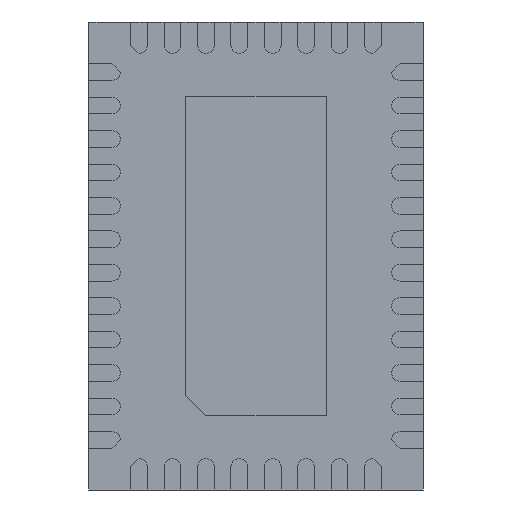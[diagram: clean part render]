
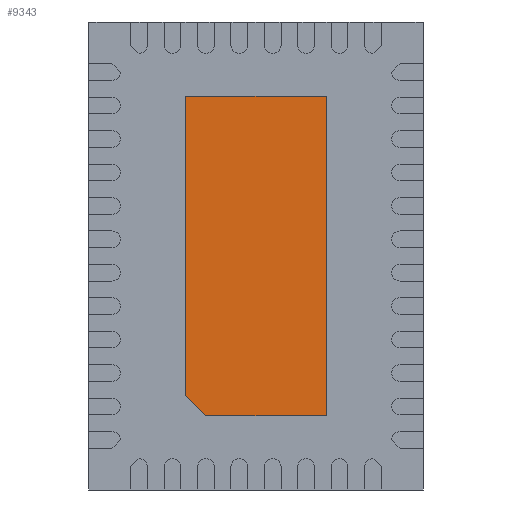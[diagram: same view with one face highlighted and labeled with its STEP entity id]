
A CAD part, front view. The second image highlights one B-rep face of the part: STEP entity #9343.
In plain terms, the highlighted planar face has unit normal (0, -1, 0).
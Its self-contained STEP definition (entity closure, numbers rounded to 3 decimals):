
#851 = CARTESIAN_POINT ( 'NONE',  ( -0.75, 0., -2.39 ) ) ;
#1833 = EDGE_LOOP ( 'NONE', ( #7965, #4660, #13155, #10827, #4423 ) ) ;
#2059 = EDGE_CURVE ( 'NONE', #9616, #6970, #7780, .T. ) ;
#2094 = FACE_OUTER_BOUND ( 'NONE', #1833, .T. ) ;
#2187 = EDGE_CURVE ( 'NONE', #4464, #5633, #12818, .T. ) ;
#2294 = PLANE ( 'NONE',  #11491 ) ;
#2816 = DIRECTION ( 'NONE',  ( 0.707, 0., -0.707 ) ) ;
#3026 = VECTOR ( 'NONE', #9427, 1000. ) ;
#3167 = CARTESIAN_POINT ( 'NONE',  ( 1.05, 0., 2.39 ) ) ;
#3844 = CARTESIAN_POINT ( 'NONE',  ( -1.57, 0., -1.57 ) ) ;
#4371 = VECTOR ( 'NONE', #10933, 1000. ) ;
#4423 = ORIENTED_EDGE ( 'NONE', *, *, #12658, .T. ) ;
#4464 = VERTEX_POINT ( 'NONE', #10997 ) ;
#4520 = EDGE_CURVE ( 'NONE', #9635, #4464, #12894, .T. ) ;
#4660 = ORIENTED_EDGE ( 'NONE', *, *, #8604, .T. ) ;
#4846 = DIRECTION ( 'NONE',  ( 0., 0., -1. ) ) ;
#4972 = CARTESIAN_POINT ( 'NONE',  ( 1.05, 0., 2.39 ) ) ;
#5574 = DIRECTION ( 'NONE',  ( 0., -1., 0. ) ) ;
#5633 = VERTEX_POINT ( 'NONE', #3167 ) ;
#6345 = DIRECTION ( 'NONE',  ( 0., 0., -1. ) ) ;
#6970 = VERTEX_POINT ( 'NONE', #8681 ) ;
#6982 = LINE ( 'NONE', #3844, #10132 ) ;
#7780 = LINE ( 'NONE', #7904, #12784 ) ;
#7904 = CARTESIAN_POINT ( 'NONE',  ( -1.05, 0., 2.39 ) ) ;
#7965 = ORIENTED_EDGE ( 'NONE', *, *, #2059, .T. ) ;
#8232 = CARTESIAN_POINT ( 'NONE',  ( -1.05, 0., 2.39 ) ) ;
#8583 = CARTESIAN_POINT ( 'NONE',  ( 0., 0., 0. ) ) ;
#8604 = EDGE_CURVE ( 'NONE', #6970, #9635, #6982, .T. ) ;
#8681 = CARTESIAN_POINT ( 'NONE',  ( -1.05, 0., -2.09 ) ) ;
#9343 = ADVANCED_FACE ( 'NONE', ( #2094 ), #2294, .T. ) ;
#9427 = DIRECTION ( 'NONE',  ( 0., 0., 1. ) ) ;
#9616 = VERTEX_POINT ( 'NONE', #8232 ) ;
#9635 = VERTEX_POINT ( 'NONE', #851 ) ;
#9838 = DIRECTION ( 'NONE',  ( -1., 0., 0. ) ) ;
#10035 = CARTESIAN_POINT ( 'NONE',  ( -1.05, 0., -2.39 ) ) ;
#10132 = VECTOR ( 'NONE', #2816, 1000. ) ;
#10827 = ORIENTED_EDGE ( 'NONE', *, *, #2187, .T. ) ;
#10879 = LINE ( 'NONE', #12135, #11260 ) ;
#10933 = DIRECTION ( 'NONE',  ( 1., 0., 0. ) ) ;
#10997 = CARTESIAN_POINT ( 'NONE',  ( 1.05, 0., -2.39 ) ) ;
#11260 = VECTOR ( 'NONE', #9838, 1000. ) ;
#11491 = AXIS2_PLACEMENT_3D ( 'NONE', #8583, #5574, #6345 ) ;
#12135 = CARTESIAN_POINT ( 'NONE',  ( -1.05, 0., 2.39 ) ) ;
#12658 = EDGE_CURVE ( 'NONE', #5633, #9616, #10879, .T. ) ;
#12784 = VECTOR ( 'NONE', #4846, 1000. ) ;
#12818 = LINE ( 'NONE', #4972, #3026 ) ;
#12894 = LINE ( 'NONE', #10035, #4371 ) ;
#13155 = ORIENTED_EDGE ( 'NONE', *, *, #4520, .T. ) ;
